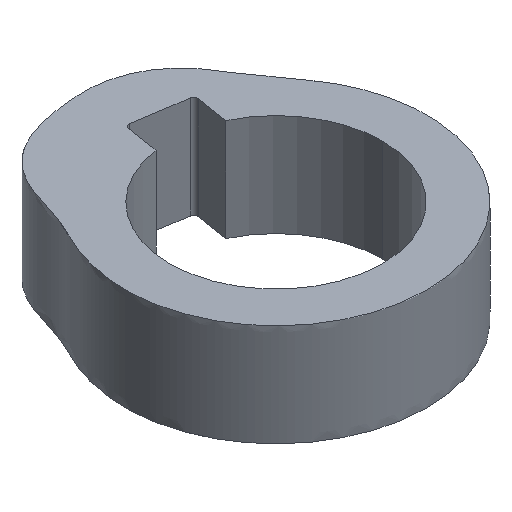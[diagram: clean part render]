
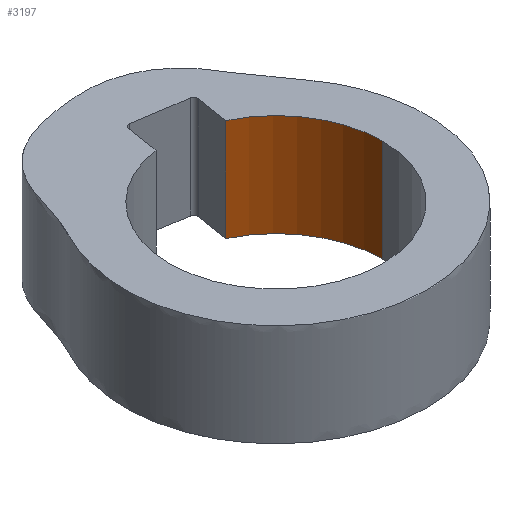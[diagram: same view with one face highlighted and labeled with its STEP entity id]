
A CAD part, isometric view. The second image highlights one B-rep face of the part: STEP entity #3197.
In plain terms, the highlighted cylindrical face has radius 5.2 mm (diameter 10.4 mm), a partial arc.
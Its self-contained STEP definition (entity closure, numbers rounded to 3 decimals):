
#3106=CARTESIAN_POINT('Axis2P3D Location',(0.,0.,2.5)) ;
#3124=CARTESIAN_POINT('Vertex',(5.2,0.,5.)) ;
#3127=CARTESIAN_POINT('Line Origine',(5.2,0.,2.5)) ;
#3131=CARTESIAN_POINT('Vertex',(5.2,0.,0.)) ;
#3172=CARTESIAN_POINT('Line Origine',(2.238,4.694,2.5)) ;
#3176=CARTESIAN_POINT('Vertex',(2.238,4.694,0.)) ;
#3178=CARTESIAN_POINT('Vertex',(2.238,4.694,5.)) ;
#3181=CARTESIAN_POINT('Axis2P3D Location',(0.,0.,0.)) ;
#3186=CARTESIAN_POINT('Axis2P3D Location',(0.,0.,5.)) ;
#3107=DIRECTION('Axis2P3D Direction',(0.,0.,1.)) ;
#3108=DIRECTION('Axis2P3D XDirection',(1.,0.,0.)) ;
#3128=DIRECTION('Vector Direction',(0.,0.,1.)) ;
#3173=DIRECTION('Vector Direction',(0.,0.,1.)) ;
#3182=DIRECTION('Axis2P3D Direction',(0.,0.,1.)) ;
#3187=DIRECTION('Axis2P3D Direction',(0.,0.,1.)) ;
#3109=AXIS2_PLACEMENT_3D('Cylinder Axis2P3D',#3106,#3107,#3108) ;
#3183=AXIS2_PLACEMENT_3D('Circle Axis2P3D',#3181,#3182,$) ;
#3188=AXIS2_PLACEMENT_3D('Circle Axis2P3D',#3186,#3187,$) ;
#3192=ORIENTED_EDGE('',*,*,#3180,.F.) ;
#3193=ORIENTED_EDGE('',*,*,#3185,.F.) ;
#3194=ORIENTED_EDGE('',*,*,#3133,.F.) ;
#3195=ORIENTED_EDGE('',*,*,#3190,.T.) ;
#3129=VECTOR('Line Direction',#3128,1.) ;
#3174=VECTOR('Line Direction',#3173,1.) ;
#3197=ADVANCED_FACE('Corps principal',(#3196),#3110,.F.) ;
#3184=CIRCLE('generated circle',#3183,5.2) ;
#3189=CIRCLE('generated circle',#3188,5.2) ;
#3110=CYLINDRICAL_SURFACE('generated cylinder',#3109,5.2) ;
#3133=EDGE_CURVE('',#3125,#3132,#3130,.F.) ;
#3180=EDGE_CURVE('',#3177,#3179,#3175,.T.) ;
#3185=EDGE_CURVE('',#3132,#3177,#3184,.T.) ;
#3190=EDGE_CURVE('',#3125,#3179,#3189,.T.) ;
#3191=EDGE_LOOP('',(#3192,#3193,#3194,#3195)) ;
#3196=FACE_OUTER_BOUND('',#3191,.T.) ;
#3130=LINE('Line',#3127,#3129) ;
#3175=LINE('Line',#3172,#3174) ;
#3125=VERTEX_POINT('',#3124) ;
#3132=VERTEX_POINT('',#3131) ;
#3177=VERTEX_POINT('',#3176) ;
#3179=VERTEX_POINT('',#3178) ;
